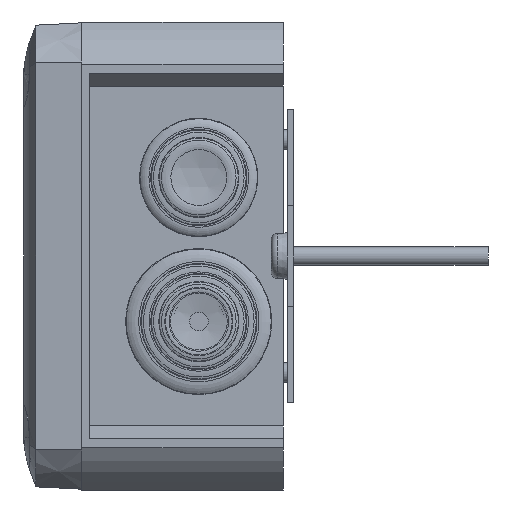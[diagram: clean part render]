
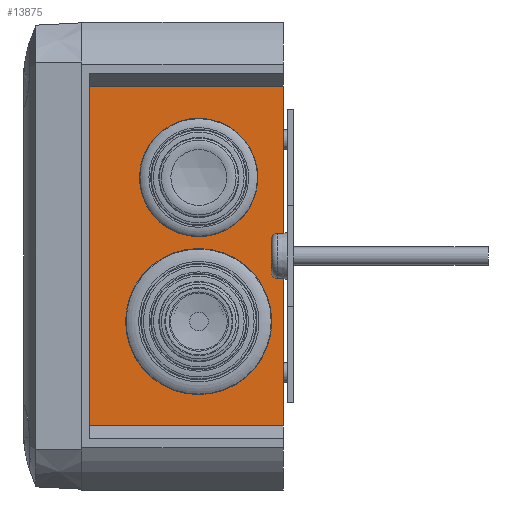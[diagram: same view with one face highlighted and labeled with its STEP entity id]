
A CAD part, left-side view. The second image highlights one B-rep face of the part: STEP entity #13875.
In plain terms, the highlighted planar face has unit normal (-1, 0, 0).
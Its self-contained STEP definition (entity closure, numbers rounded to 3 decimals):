
#75 = VECTOR ( 'NONE', #13438, 1000. ) ;
#153 = FACE_BOUND ( 'NONE', #5001, .T. ) ;
#489 = AXIS2_PLACEMENT_3D ( 'NONE', #22375, #5084, #20668 ) ;
#1438 = VERTEX_POINT ( 'NONE', #5887 ) ;
#2174 = CARTESIAN_POINT ( 'NONE',  ( -69.892, 48.35, 42.347 ) ) ;
#2328 = EDGE_CURVE ( 'NONE', #10692, #1438, #15277, .T. ) ;
#2457 = CARTESIAN_POINT ( 'NONE',  ( -69.892, 0., -42.347 ) ) ;
#3651 = CARTESIAN_POINT ( 'NONE',  ( -69.892, 48.35, -42.347 ) ) ;
#3722 = FACE_BOUND ( 'NONE', #17766, .T. ) ;
#4247 = VECTOR ( 'NONE', #10882, 1000. ) ;
#4452 = VECTOR ( 'NONE', #6473, 1000. ) ;
#4501 = VERTEX_POINT ( 'NONE', #18462 ) ;
#4668 = LINE ( 'NONE', #14817, #75 ) ;
#5001 = EDGE_LOOP ( 'NONE', ( #18312 ) ) ;
#5084 = DIRECTION ( 'NONE',  ( 1., 0., 0. ) ) ;
#5230 = DIRECTION ( 'NONE',  ( 1., 0., 0. ) ) ;
#5340 = DIRECTION ( 'NONE',  ( 0., 0., -1. ) ) ;
#5797 = VERTEX_POINT ( 'NONE', #6987 ) ;
#5887 = CARTESIAN_POINT ( 'NONE',  ( -69.892, 48.35, 42.347 ) ) ;
#6214 = VERTEX_POINT ( 'NONE', #21684 ) ;
#6473 = DIRECTION ( 'NONE',  ( 0., 0., 1. ) ) ;
#6595 = EDGE_LOOP ( 'NONE', ( #22530, #7269, #19482, #20331 ) ) ;
#6695 = AXIS2_PLACEMENT_3D ( 'NONE', #17571, #5230, #17464 ) ;
#6987 = CARTESIAN_POINT ( 'NONE',  ( -69.892, 0., 42.347 ) ) ;
#7269 = ORIENTED_EDGE ( 'NONE', *, *, #19130, .F. ) ;
#9025 = FACE_OUTER_BOUND ( 'NONE', #6595, .T. ) ;
#9197 = DIRECTION ( 'NONE',  ( 0., -1., 0. ) ) ;
#9951 = VERTEX_POINT ( 'NONE', #2457 ) ;
#10635 = LINE ( 'NONE', #17913, #4247 ) ;
#10692 = VERTEX_POINT ( 'NONE', #3651 ) ;
#10882 = DIRECTION ( 'NONE',  ( 0., -1., 0. ) ) ;
#12495 = CARTESIAN_POINT ( 'NONE',  ( -69.892, 48.35, 42.347 ) ) ;
#13295 = ORIENTED_EDGE ( 'NONE', *, *, #16698, .T. ) ;
#13438 = DIRECTION ( 'NONE',  ( 0., 0., 1. ) ) ;
#13593 = EDGE_CURVE ( 'NONE', #9951, #5797, #4668, .T. ) ;
#13703 = EDGE_CURVE ( 'NONE', #4501, #4501, #16658, .T. ) ;
#13875 = ADVANCED_FACE ( 'NONE', ( #9025, #153, #3722 ), #15961, .F. ) ;
#14499 = VECTOR ( 'NONE', #9197, 1000. ) ;
#14817 = CARTESIAN_POINT ( 'NONE',  ( -69.892, 0., 42.347 ) ) ;
#15277 = LINE ( 'NONE', #22279, #4452 ) ;
#15961 = PLANE ( 'NONE',  #17054 ) ;
#16658 = CIRCLE ( 'NONE', #6695, 12.6 ) ;
#16698 = EDGE_CURVE ( 'NONE', #6214, #6214, #20386, .T. ) ;
#17054 = AXIS2_PLACEMENT_3D ( 'NONE', #12495, #17799, #5340 ) ;
#17464 = DIRECTION ( 'NONE',  ( 0., 0., -1. ) ) ;
#17571 = CARTESIAN_POINT ( 'NONE',  ( -69.892, 21.13, 19.56 ) ) ;
#17766 = EDGE_LOOP ( 'NONE', ( #13295 ) ) ;
#17799 = DIRECTION ( 'NONE',  ( 1., 0., 0. ) ) ;
#17913 = CARTESIAN_POINT ( 'NONE',  ( -69.892, 48.35, -42.347 ) ) ;
#17970 = LINE ( 'NONE', #2174, #14499 ) ;
#18312 = ORIENTED_EDGE ( 'NONE', *, *, #13703, .T. ) ;
#18462 = CARTESIAN_POINT ( 'NONE',  ( -69.892, 21.13, 6.96 ) ) ;
#19130 = EDGE_CURVE ( 'NONE', #1438, #5797, #17970, .T. ) ;
#19482 = ORIENTED_EDGE ( 'NONE', *, *, #2328, .F. ) ;
#20331 = ORIENTED_EDGE ( 'NONE', *, *, #21227, .T. ) ;
#20386 = CIRCLE ( 'NONE', #489, 16.1 ) ;
#20668 = DIRECTION ( 'NONE',  ( 0., 0., -1. ) ) ;
#21227 = EDGE_CURVE ( 'NONE', #10692, #9951, #10635, .T. ) ;
#21684 = CARTESIAN_POINT ( 'NONE',  ( -69.892, 21.13, -32.44 ) ) ;
#22279 = CARTESIAN_POINT ( 'NONE',  ( -69.892, 48.35, 42.347 ) ) ;
#22375 = CARTESIAN_POINT ( 'NONE',  ( -69.892, 21.13, -16.34 ) ) ;
#22530 = ORIENTED_EDGE ( 'NONE', *, *, #13593, .T. ) ;
